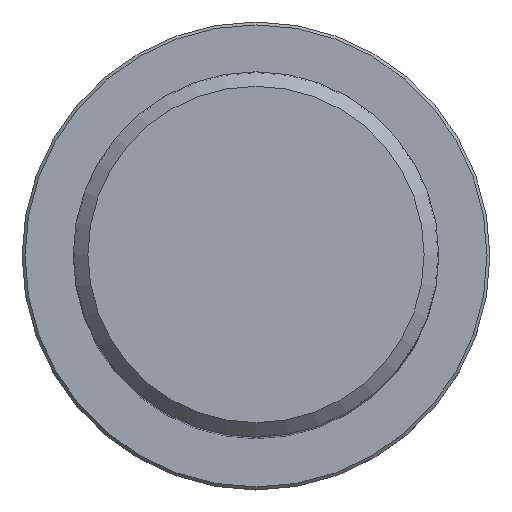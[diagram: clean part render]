
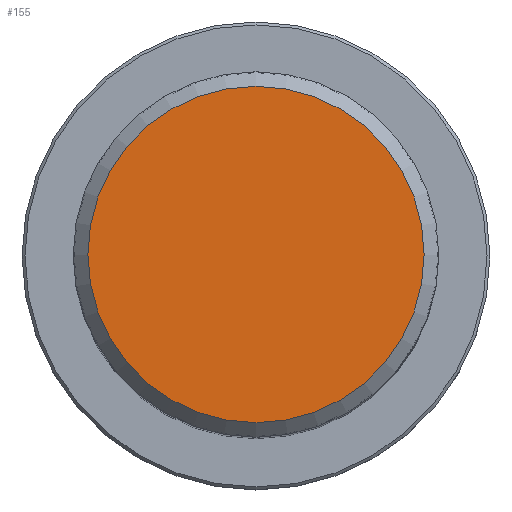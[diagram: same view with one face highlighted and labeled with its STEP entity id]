
A CAD part, top view. The second image highlights one B-rep face of the part: STEP entity #155.
In plain terms, the highlighted planar face has unit normal (0, 0, 1).
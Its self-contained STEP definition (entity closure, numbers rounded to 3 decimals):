
#95=PLANE('',#414);
#98=FACE_OUTER_BOUND('',#243,.T.);
#155=ADVANCED_FACE('',(#98),#95,.F.);
#243=EDGE_LOOP('',(#291));
#291=ORIENTED_EDGE('',*,*,#355,.T.);
#331=VERTEX_POINT('',#618);
#355=EDGE_CURVE('',#331,#331,#378,.T.);
#378=CIRCLE('',#413,11.5);
#413=AXIS2_PLACEMENT_3D('',#617,#484,#485);
#414=AXIS2_PLACEMENT_3D('',#619,#486,#487);
#484=DIRECTION('',(0.,0.,1.));
#485=DIRECTION('',(0.,1.,0.));
#486=DIRECTION('',(0.,0.,-1.));
#487=DIRECTION('',(0.,-1.,0.));
#617=CARTESIAN_POINT('',(0.,0.,56.));
#618=CARTESIAN_POINT('',(0.,11.5,56.));
#619=CARTESIAN_POINT('',(-11.5,0.,56.));
